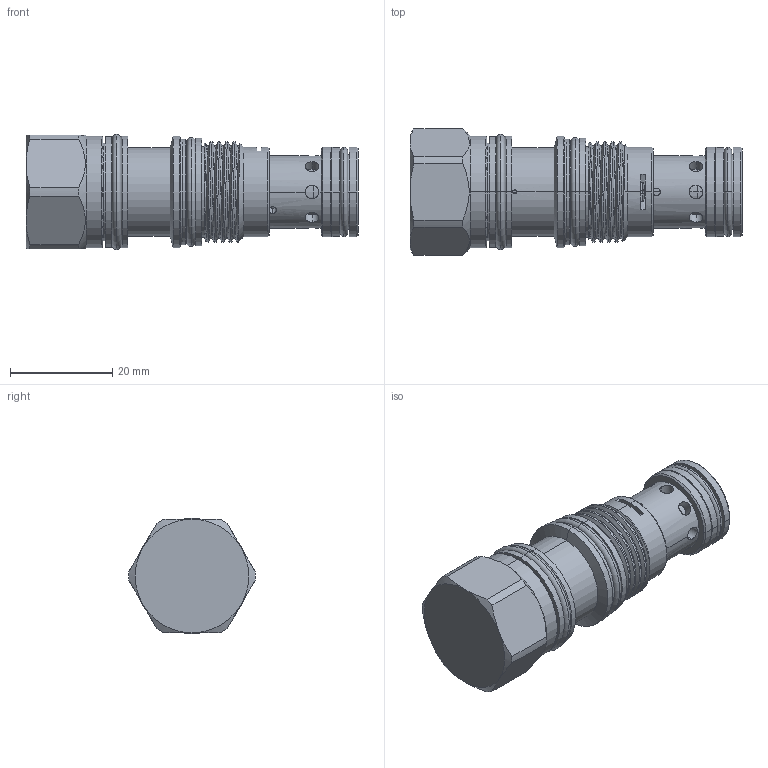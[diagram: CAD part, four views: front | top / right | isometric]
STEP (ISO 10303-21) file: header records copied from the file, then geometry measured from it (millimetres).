
FILE_DESCRIPTION (( 'STEP AP214' ), '1' );
FILE_NAME ('CC11A3003.STEP', '2016-04-12T00:16:35', ( '' ), ( '' ), 'SwSTEP 2.0', 'SolidWorks 2012', '' );
FILE_SCHEMA (( 'AUTOMOTIVE_DESIGN' ));
Length unit declared in the file: millimetre
Products named in the file (1): CC11A3003
Bounding box: 64.97 x 24.79 x 22.56 mm (x, y, z)
Volume: 15232 mm3; surface area: 10151.7 mm2
Topology: 8 solids, 9 shells, 232 faces, 551 edges, 334 vertices
Faces by surface type: cylinder 110, cone 51, torus 33, plane 33, bspline 3, sphere 2
Entity records: 9116 total; most frequent: CARTESIAN_POINT 3690, DIRECTION 1133, ORIENTED_EDGE 1098, EDGE_CURVE 549, AXIS2_PLACEMENT_3D 485, VERTEX_POINT 334, EDGE_LOOP 271, CIRCLE 255
